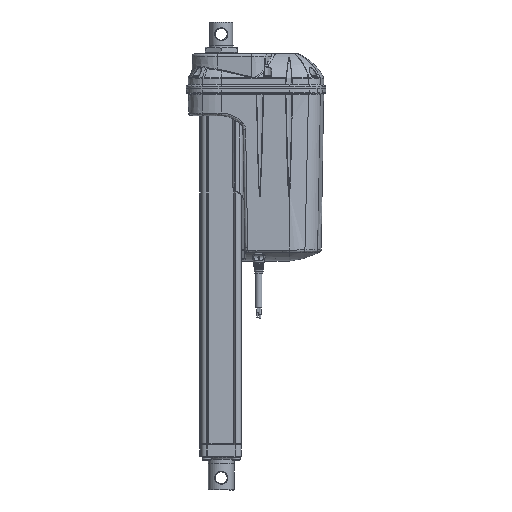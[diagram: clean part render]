
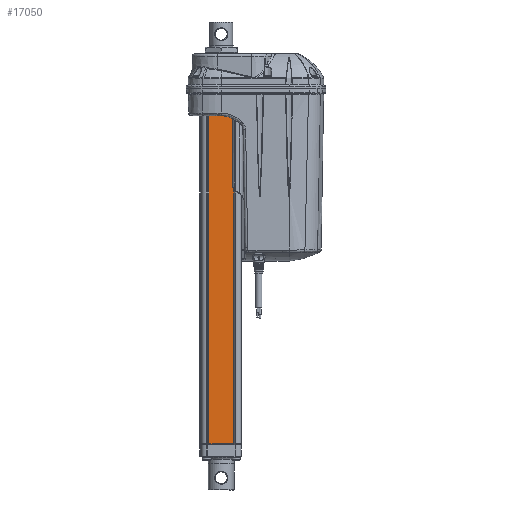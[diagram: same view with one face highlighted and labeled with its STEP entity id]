
A CAD part, front view. The second image highlights one B-rep face of the part: STEP entity #17050.
In plain terms, the highlighted planar face has unit normal (0, -1, 0).
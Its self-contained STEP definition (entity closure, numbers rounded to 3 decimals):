
#15471=CARTESIAN_POINT('',(-88.589,-20.15,122.));
#15472=VERTEX_POINT('',#15471);
#15480=CARTESIAN_POINT('',(-61.411,-20.15,122.));
#15481=VERTEX_POINT('',#15480);
#15482=CARTESIAN_POINT('',(-88.589,-20.15,122.));
#15483=DIRECTION('',(1.,0.,0.));
#15484=VECTOR('',#15483,27.177);
#15485=LINE('',#15482,#15484);
#15486=EDGE_CURVE('',#15472,#15481,#15485,.T.);
#17007=CARTESIAN_POINT('',(-61.411,-20.15,-241.5));
#17008=VERTEX_POINT('',#17007);
#17009=CARTESIAN_POINT('',(-61.411,-20.15,122.));
#17010=DIRECTION('',(0.,0.,-1.));
#17011=VECTOR('',#17010,363.5);
#17012=LINE('',#17009,#17011);
#17013=EDGE_CURVE('',#15481,#17008,#17012,.T.);
#17027=CARTESIAN_POINT('',(-75.,-20.15,-209.75));
#17028=DIRECTION('',(1.,0.,0.));
#17029=DIRECTION('',(0.,-1.,0.));
#17030=AXIS2_PLACEMENT_3D('',#17027,#17029,#17028);
#17031=PLANE('',#17030);
#17032=CARTESIAN_POINT('',(-88.589,-20.15,-241.5));
#17033=VERTEX_POINT('',#17032);
#17034=CARTESIAN_POINT('',(-88.589,-20.15,122.));
#17035=DIRECTION('',(0.,0.,-1.));
#17036=VECTOR('',#17035,363.5);
#17037=LINE('',#17034,#17036);
#17038=EDGE_CURVE('',#15472,#17033,#17037,.T.);
#17039=ORIENTED_EDGE('E194',*,*,#17038,.T.);
#17040=CARTESIAN_POINT('',(-61.411,-20.15,-241.5));
#17041=DIRECTION('',(-1.,0.,0.));
#17042=VECTOR('',#17041,27.177);
#17043=LINE('',#17040,#17042);
#17044=EDGE_CURVE('',#17008,#17033,#17043,.T.);
#17045=ORIENTED_EDGE('E265',*,*,#17044,.F.);
#17046=ORIENTED_EDGE('E265',*,*,#17013,.F.);
#17047=ORIENTED_EDGE('E265',*,*,#15486,.F.);
#17048=EDGE_LOOP('',(#17039,#17045,#17046,#17047));
#17049=FACE_OUTER_BOUND('',#17048,.T.);
#17050=ADVANCED_FACE('F64',(#17049),#17031,.T.);
